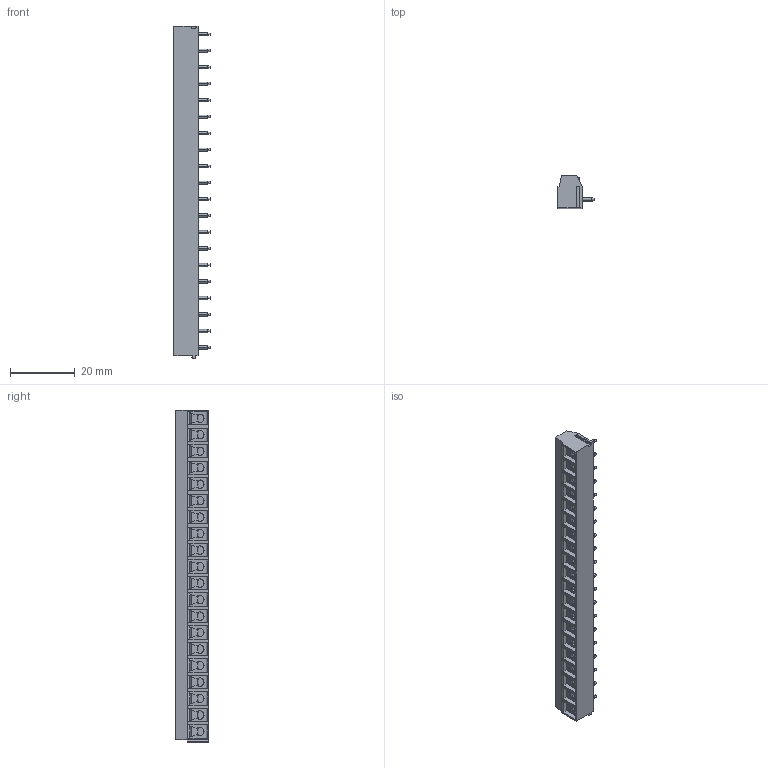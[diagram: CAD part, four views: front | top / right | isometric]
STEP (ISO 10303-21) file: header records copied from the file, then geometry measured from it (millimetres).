
FILE_DESCRIPTION((''),'2;1');
FILE_NAME('TL301R','2024-12-11T',('yanfa'),(''),'PRO/ENGINEER BY PARAMETRIC TECHNOLOGY CORPORATION, 2009280','PRO/ENGINEER BY PARAMETRIC TECHNOLOGY CORPORATION, 2009280','');
FILE_SCHEMA(('AUTOMOTIVE_DESIGN_CC2 { 1 2 10303 214 -1 1 5 2 }'));
Length unit declared in the file: millimetre
Products named in the file (1): TL301R
Bounding box: 11.2 x 10 x 102.28 mm (x, y, z)
Volume: 5834 mm3; surface area: 6142.6 mm2
Topology: 1 solids, 1 shells, 1237 faces, 3168 edges, 2013 vertices
Faces by surface type: plane 652, cylinder 387, cone 120, torus 40, sphere 38
Entity records: 38812 total; most frequent: CARTESIAN_POINT 8564, DIRECTION 6315, ORIENTED_EDGE 6260, EDGE_CURVE 3130, AXIS2_PLACEMENT_3D 2207, VERTEX_POINT 2013, VECTOR 1901, LINE 1901
